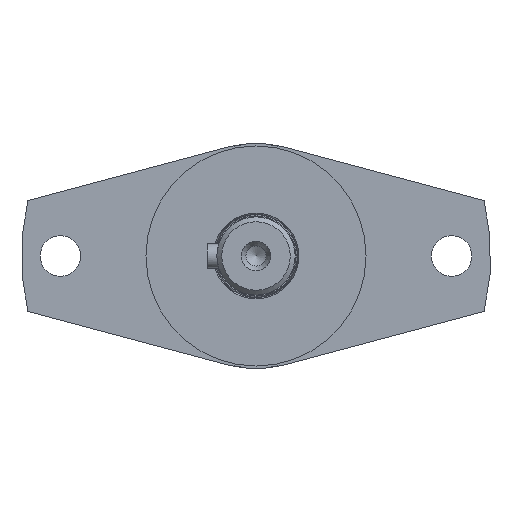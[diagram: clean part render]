
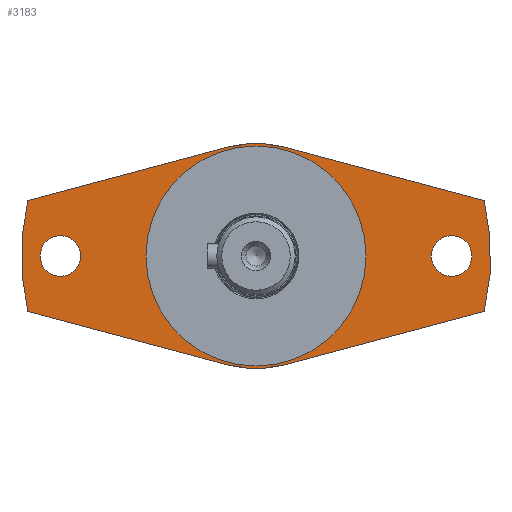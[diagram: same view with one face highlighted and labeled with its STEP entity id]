
A CAD part, left-side view. The second image highlights one B-rep face of the part: STEP entity #3183.
In plain terms, the highlighted planar face has unit normal (-1, 0, 0).
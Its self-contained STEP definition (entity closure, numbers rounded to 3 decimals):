
#244=FACE_BOUND('',#1044,.T.);
#245=FACE_BOUND('',#1045,.T.);
#246=FACE_BOUND('',#1046,.T.);
#311=LINE('',#4910,#571);
#312=LINE('',#4911,#572);
#313=LINE('',#4912,#573);
#314=LINE('',#4913,#574);
#571=VECTOR('',#3967,10.);
#572=VECTOR('',#3968,10.);
#573=VECTOR('',#3969,10.);
#574=VECTOR('',#3970,10.);
#863=FACE_OUTER_BOUND('',#1043,.T.);
#1043=EDGE_LOOP('',(#2330,#2331,#2332,#2333,#2334,#2335,#2336,#2337));
#1044=EDGE_LOOP('',(#2338));
#1045=EDGE_LOOP('',(#2339));
#1046=EDGE_LOOP('',(#2340,#2341));
#1259=CIRCLE('',#3439,23.);
#1261=CIRCLE('',#3441,23.);
#1266=CIRCLE('',#3448,48.);
#1267=CIRCLE('',#3450,22.5);
#1268=CIRCLE('',#3451,22.5);
#1270=CIRCLE('',#3454,48.);
#1273=CIRCLE('',#3459,4.15);
#1274=CIRCLE('',#3460,4.15);
#1441=VERTEX_POINT('',#4856);
#1442=VERTEX_POINT('',#4858);
#1445=VERTEX_POINT('',#4864);
#1446=VERTEX_POINT('',#4866);
#1452=VERTEX_POINT('',#4882);
#1453=VERTEX_POINT('',#4884);
#1454=VERTEX_POINT('',#4888);
#1455=VERTEX_POINT('',#4889);
#1456=VERTEX_POINT('',#4894);
#1459=VERTEX_POINT('',#4899);
#1462=VERTEX_POINT('',#4914);
#1463=VERTEX_POINT('',#4916);
#1776=EDGE_CURVE('',#1442,#1441,#1259,.T.);
#1780=EDGE_CURVE('',#1446,#1445,#1261,.T.);
#1789=EDGE_CURVE('',#1452,#1453,#1266,.T.);
#1791=EDGE_CURVE('',#1454,#1455,#1267,.T.);
#1792=EDGE_CURVE('',#1455,#1454,#1268,.T.);
#1797=EDGE_CURVE('',#1459,#1456,#1270,.T.);
#1802=EDGE_CURVE('',#1452,#1442,#311,.T.);
#1803=EDGE_CURVE('',#1441,#1456,#312,.T.);
#1804=EDGE_CURVE('',#1459,#1446,#313,.T.);
#1805=EDGE_CURVE('',#1445,#1453,#314,.T.);
#1806=EDGE_CURVE('',#1462,#1462,#1273,.T.);
#1807=EDGE_CURVE('',#1463,#1463,#1274,.T.);
#2330=ORIENTED_EDGE('',*,*,#1802,.T.);
#2331=ORIENTED_EDGE('',*,*,#1776,.T.);
#2332=ORIENTED_EDGE('',*,*,#1803,.T.);
#2333=ORIENTED_EDGE('',*,*,#1797,.F.);
#2334=ORIENTED_EDGE('',*,*,#1804,.T.);
#2335=ORIENTED_EDGE('',*,*,#1780,.T.);
#2336=ORIENTED_EDGE('',*,*,#1805,.T.);
#2337=ORIENTED_EDGE('',*,*,#1789,.F.);
#2338=ORIENTED_EDGE('',*,*,#1806,.T.);
#2339=ORIENTED_EDGE('',*,*,#1807,.T.);
#2340=ORIENTED_EDGE('',*,*,#1791,.T.);
#2341=ORIENTED_EDGE('',*,*,#1792,.T.);
#3058=PLANE('',#3458);
#3183=ADVANCED_FACE('',(#863,#244,#245,#246),#3058,.T.);
#3439=AXIS2_PLACEMENT_3D('',#4859,#3915,#3916);
#3441=AXIS2_PLACEMENT_3D('',#4867,#3921,#3922);
#3448=AXIS2_PLACEMENT_3D('',#4885,#3939,#3940);
#3450=AXIS2_PLACEMENT_3D('',#4890,#3944,#3945);
#3451=AXIS2_PLACEMENT_3D('',#4891,#3946,#3947);
#3454=AXIS2_PLACEMENT_3D('',#4901,#3955,#3956);
#3458=AXIS2_PLACEMENT_3D('',#4909,#3965,#3966);
#3459=AXIS2_PLACEMENT_3D('',#4915,#3971,#3972);
#3460=AXIS2_PLACEMENT_3D('',#4917,#3973,#3974);
#3915=DIRECTION('center_axis',(-1.,0.,0.));
#3916=DIRECTION('ref_axis',(0.,0.259,0.966));
#3921=DIRECTION('center_axis',(-1.,0.,0.));
#3922=DIRECTION('ref_axis',(0.,0.259,0.966));
#3939=DIRECTION('center_axis',(1.,0.,0.));
#3940=DIRECTION('ref_axis',(0.,-1.,0.));
#3944=DIRECTION('center_axis',(1.,0.,0.));
#3945=DIRECTION('ref_axis',(0.,-1.,0.));
#3946=DIRECTION('center_axis',(1.,0.,0.));
#3947=DIRECTION('ref_axis',(0.,-1.,0.));
#3955=DIRECTION('center_axis',(1.,0.,0.));
#3956=DIRECTION('ref_axis',(0.,-1.,0.));
#3965=DIRECTION('center_axis',(-1.,0.,0.));
#3966=DIRECTION('ref_axis',(0.,0.,-1.));
#3967=DIRECTION('',(0.,0.966,0.259));
#3968=DIRECTION('',(0.,0.966,-0.259));
#3969=DIRECTION('',(0.,-0.966,-0.259));
#3970=DIRECTION('',(0.,-0.966,0.259));
#3971=DIRECTION('center_axis',(1.,0.,0.));
#3972=DIRECTION('ref_axis',(0.,0.,1.));
#3973=DIRECTION('center_axis',(1.,0.,0.));
#3974=DIRECTION('ref_axis',(0.,0.,1.));
#4856=CARTESIAN_POINT('',(-103.5,5.953,22.216));
#4858=CARTESIAN_POINT('',(-103.5,-5.953,22.216));
#4859=CARTESIAN_POINT('Origin',(-103.5,0.,0.));
#4864=CARTESIAN_POINT('',(-103.5,-5.953,-22.216));
#4866=CARTESIAN_POINT('',(-103.5,5.953,-22.216));
#4867=CARTESIAN_POINT('Origin',(-103.5,0.,0.));
#4882=CARTESIAN_POINT('',(-103.5,-46.648,11.312));
#4884=CARTESIAN_POINT('',(-103.5,-46.648,-11.312));
#4885=CARTESIAN_POINT('Origin',(-103.5,0.,0.));
#4888=CARTESIAN_POINT('',(-103.5,-22.5,0.));
#4889=CARTESIAN_POINT('',(-103.5,22.5,0.));
#4890=CARTESIAN_POINT('Origin',(-103.5,0.,0.));
#4891=CARTESIAN_POINT('Origin',(-103.5,0.,0.));
#4894=CARTESIAN_POINT('',(-103.5,46.648,11.312));
#4899=CARTESIAN_POINT('',(-103.5,46.648,-11.312));
#4901=CARTESIAN_POINT('Origin',(-103.5,0.,0.));
#4909=CARTESIAN_POINT('Origin',(-103.5,-35.25,0.));
#4910=CARTESIAN_POINT('',(-103.5,-45.921,11.507));
#4911=CARTESIAN_POINT('',(-103.5,-10.492,26.623));
#4912=CARTESIAN_POINT('',(-103.5,13.032,-20.319));
#4913=CARTESIAN_POINT('',(-103.5,-22.397,-17.81));
#4914=CARTESIAN_POINT('',(-103.5,40.,-4.15));
#4915=CARTESIAN_POINT('Origin',(-103.5,40.,0.));
#4916=CARTESIAN_POINT('',(-103.5,-40.,-4.15));
#4917=CARTESIAN_POINT('Origin',(-103.5,-40.,0.));
